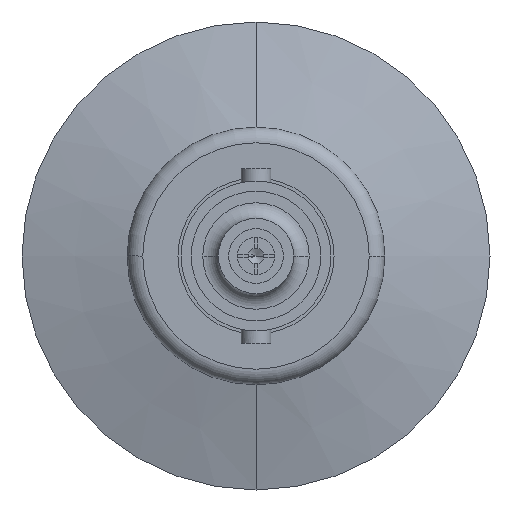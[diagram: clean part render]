
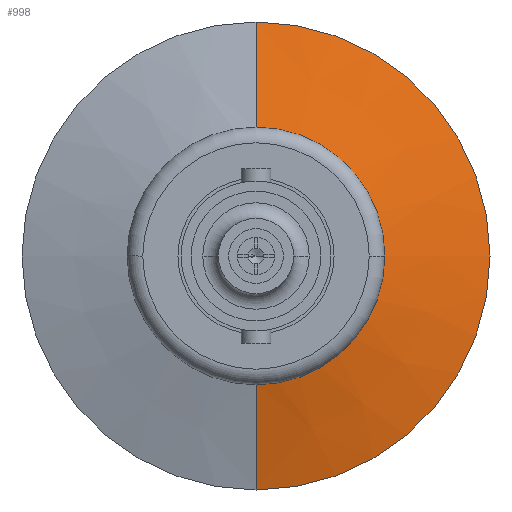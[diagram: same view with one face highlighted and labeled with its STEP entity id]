
A CAD part, front view. The second image highlights one B-rep face of the part: STEP entity #998.
In plain terms, the highlighted conical face has half-angle 75 degrees and reference radius 14.986 mm.
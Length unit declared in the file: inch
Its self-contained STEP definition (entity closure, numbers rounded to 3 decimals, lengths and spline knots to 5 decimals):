
#27 = ORIENTED_EDGE ( 'NONE', *, *, #2445, .F. ) ;
#60 = ORIENTED_EDGE ( 'NONE', *, *, #2217, .F. ) ;
#142 = DIRECTION ( 'NONE',  ( 0., -1., 0. ) ) ;
#310 = DIRECTION ( 'NONE',  ( 0., 0.259, -0.966 ) ) ;
#402 = LINE ( 'NONE', #2574, #3757 ) ;
#488 = DIRECTION ( 'NONE',  ( 0., -1., 0. ) ) ;
#600 = VERTEX_POINT ( 'NONE', #2372 ) ;
#947 = CARTESIAN_POINT ( 'NONE',  ( 0.3248, 0.81945, 0. ) ) ;
#998 = ADVANCED_FACE ( 'NONE', ( #1250 ), #1454, .T. ) ;
#1047 = VERTEX_POINT ( 'NONE', #3533 ) ;
#1225 = DIRECTION ( 'NONE',  ( 0., 1., 0. ) ) ;
#1250 = FACE_OUTER_BOUND ( 'NONE', #3790, .T. ) ;
#1270 = ORIENTED_EDGE ( 'NONE', *, *, #1777, .T. ) ;
#1393 = VERTEX_POINT ( 'NONE', #2494 ) ;
#1454 = CONICAL_SURFACE ( 'NONE', #3744, 0.59, 1.309 ) ;
#1469 = CIRCLE ( 'NONE', #3366, 0.3248 ) ;
#1583 = CIRCLE ( 'NONE', #3898, 0.59 ) ;
#1753 = EDGE_CURVE ( 'NONE', #1047, #600, #2512, .T. ) ;
#1777 = EDGE_CURVE ( 'NONE', #600, #1393, #1583, .T. ) ;
#2012 = ORIENTED_EDGE ( 'NONE', *, *, #2459, .F. ) ;
#2217 = EDGE_CURVE ( 'NONE', #1047, #2328, #2331, .T. ) ;
#2315 = ORIENTED_EDGE ( 'NONE', *, *, #1753, .T. ) ;
#2328 = VERTEX_POINT ( 'NONE', #947 ) ;
#2331 = CIRCLE ( 'NONE', #4091, 0.3248 ) ;
#2372 = CARTESIAN_POINT ( 'NONE',  ( 0., 0.89051, -0.59 ) ) ;
#2445 = EDGE_CURVE ( 'NONE', #2328, #3634, #1469, .T. ) ;
#2459 = EDGE_CURVE ( 'NONE', #3634, #1393, #402, .T. ) ;
#2489 = CARTESIAN_POINT ( 'NONE',  ( 0., 0.89051, 0. ) ) ;
#2494 = CARTESIAN_POINT ( 'NONE',  ( 0., 0.89051, 0.59 ) ) ;
#2511 = DIRECTION ( 'NONE',  ( 0., 0., 1. ) ) ;
#2512 = LINE ( 'NONE', #4102, #3361 ) ;
#2574 = CARTESIAN_POINT ( 'NONE',  ( 0., 0.89051, 0.59 ) ) ;
#2723 = DIRECTION ( 'NONE',  ( 0., 0., 1. ) ) ;
#2807 = DIRECTION ( 'NONE',  ( 0., 0., -1. ) ) ;
#2811 = CARTESIAN_POINT ( 'NONE',  ( 0., 0.81945, 0.3248 ) ) ;
#2952 = DIRECTION ( 'NONE',  ( 0., 0.259, 0.966 ) ) ;
#2973 = CARTESIAN_POINT ( 'NONE',  ( 0., 0.81945, 0. ) ) ;
#3324 = CARTESIAN_POINT ( 'NONE',  ( 0., 0.81945, 0. ) ) ;
#3361 = VECTOR ( 'NONE', #310, 39.37008 ) ;
#3366 = AXIS2_PLACEMENT_3D ( 'NONE', #2973, #142, #3930 ) ;
#3410 = CARTESIAN_POINT ( 'NONE',  ( 0., 0.89051, 0. ) ) ;
#3533 = CARTESIAN_POINT ( 'NONE',  ( 0., 0.81945, -0.3248 ) ) ;
#3634 = VERTEX_POINT ( 'NONE', #2811 ) ;
#3744 = AXIS2_PLACEMENT_3D ( 'NONE', #3410, #1225, #2511 ) ;
#3745 = DIRECTION ( 'NONE',  ( 0., -1., 0. ) ) ;
#3757 = VECTOR ( 'NONE', #2952, 39.37008 ) ;
#3790 = EDGE_LOOP ( 'NONE', ( #60, #2315, #1270, #2012, #27 ) ) ;
#3898 = AXIS2_PLACEMENT_3D ( 'NONE', #2489, #3745, #2807 ) ;
#3930 = DIRECTION ( 'NONE',  ( 0., 0., 1. ) ) ;
#4091 = AXIS2_PLACEMENT_3D ( 'NONE', #3324, #488, #2723 ) ;
#4102 = CARTESIAN_POINT ( 'NONE',  ( 0., 0.89051, -0.59 ) ) ;
